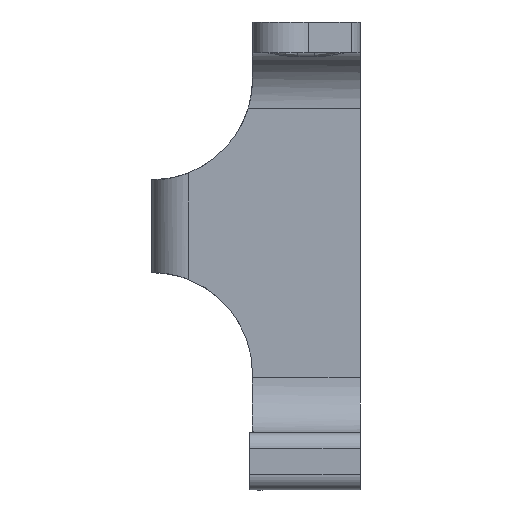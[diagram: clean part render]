
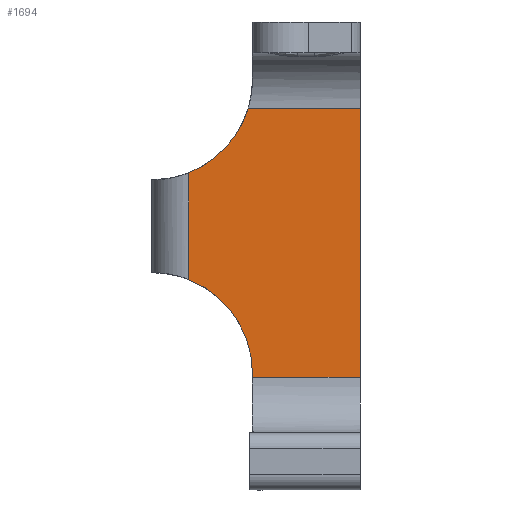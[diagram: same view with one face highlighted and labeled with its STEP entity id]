
A CAD part, left-side view. The second image highlights one B-rep face of the part: STEP entity #1694.
In plain terms, the highlighted planar face has unit normal (-1, 0, 0).
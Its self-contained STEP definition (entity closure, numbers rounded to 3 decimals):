
#70=PLANE('',#1891);
#120=LINE('',#2658,#260);
#123=LINE('',#2673,#263);
#171=LINE('',#2820,#311);
#210=LINE('',#3057,#350);
#211=LINE('',#3058,#351);
#260=VECTOR('',#2085,10.);
#263=VECTOR('',#2102,10.);
#311=VECTOR('',#2218,10.);
#350=VECTOR('',#2363,10.);
#351=VECTOR('',#2364,10.);
#477=FACE_OUTER_BOUND('',#578,.T.);
#578=EDGE_LOOP('',(#1506,#1507,#1508,#1509,#1510,#1511,#1512));
#691=CIRCLE('',#1875,16.371);
#694=CIRCLE('',#1890,16.371);
#748=VERTEX_POINT('',#2650);
#749=VERTEX_POINT('',#2657);
#753=VERTEX_POINT('',#2671);
#754=VERTEX_POINT('',#2672);
#809=VERTEX_POINT('',#2819);
#845=VERTEX_POINT('',#2958);
#854=VERTEX_POINT('',#3044);
#937=EDGE_CURVE('',#748,#749,#120,.T.);
#945=EDGE_CURVE('',#753,#754,#123,.T.);
#1014=EDGE_CURVE('',#749,#809,#171,.T.);
#1069=EDGE_CURVE('',#845,#754,#691,.T.);
#1091=EDGE_CURVE('',#748,#854,#694,.T.);
#1092=EDGE_CURVE('',#809,#753,#210,.T.);
#1093=EDGE_CURVE('',#845,#854,#211,.T.);
#1506=ORIENTED_EDGE('',*,*,#945,.F.);
#1507=ORIENTED_EDGE('',*,*,#1092,.F.);
#1508=ORIENTED_EDGE('',*,*,#1014,.F.);
#1509=ORIENTED_EDGE('',*,*,#937,.F.);
#1510=ORIENTED_EDGE('',*,*,#1091,.T.);
#1511=ORIENTED_EDGE('',*,*,#1093,.F.);
#1512=ORIENTED_EDGE('',*,*,#1069,.T.);
#1694=ADVANCED_FACE('',(#477),#70,.T.);
#1875=AXIS2_PLACEMENT_3D('',#2959,#2319,#2320);
#1890=AXIS2_PLACEMENT_3D('',#3055,#2359,#2360);
#1891=AXIS2_PLACEMENT_3D('',#3056,#2361,#2362);
#2085=DIRECTION('',(0.,-1.,0.));
#2102=DIRECTION('',(0.,0.,1.));
#2218=DIRECTION('',(0.,0.,-1.));
#2319=DIRECTION('center_axis',(1.,0.,0.));
#2320=DIRECTION('ref_axis',(0.,0.,
1.));
#2359=DIRECTION('center_axis',(1.,0.,0.));
#2360=DIRECTION('ref_axis',(0.,0.,
1.));
#2361=DIRECTION('center_axis',(-1.,0.,0.));
#2362=DIRECTION('ref_axis',(0.,0.,1.));
#2363=DIRECTION('',(0.,1.,0.));
#2364=DIRECTION('',(0.,0.,1.));
#2650=CARTESIAN_POINT('',(288.358,219.292,112.715));
#2657=CARTESIAN_POINT('',(288.358,201.07,112.715));
#2658=CARTESIAN_POINT('',(288.358,207.495,112.715));
#2671=CARTESIAN_POINT('',(288.358,218.599,68.915));
#2672=CARTESIAN_POINT('',(288.358,218.599,69.603));
#2673=CARTESIAN_POINT('',(288.358,218.599,76.19));
#2819=CARTESIAN_POINT('',(288.358,201.07,68.915));
#2820=CARTESIAN_POINT('',(288.358,201.07,84.215));
#2958=CARTESIAN_POINT('',(288.358,228.97,84.835));
#2959=CARTESIAN_POINT('Origin',(288.358,234.97,69.603));
#3044=CARTESIAN_POINT('',(288.358,228.97,102.196));
#3055=CARTESIAN_POINT('Origin',(288.358,234.97,117.427));
#3056=CARTESIAN_POINT('Origin',(288.358,204.07,98.765));
#3057=CARTESIAN_POINT('',(288.358,204.07,68.915));
#3058=CARTESIAN_POINT('',(288.358,228.97,89.99));
